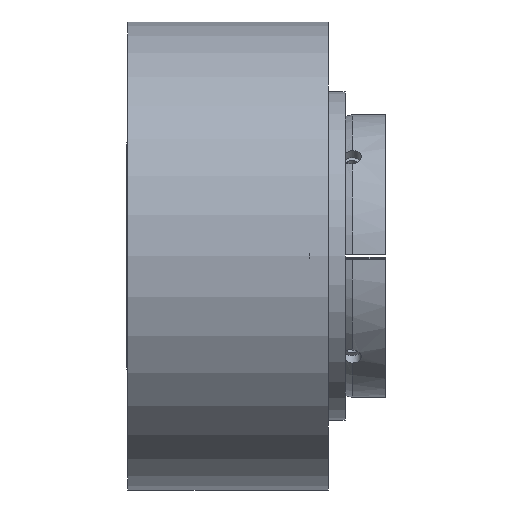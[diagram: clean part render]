
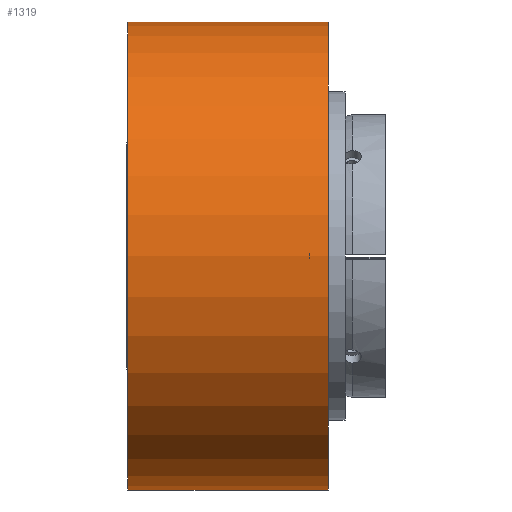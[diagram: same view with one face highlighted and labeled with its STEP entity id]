
A CAD part, front view. The second image highlights one B-rep face of the part: STEP entity #1319.
In plain terms, the highlighted cylindrical face has radius 139 mm (diameter 278 mm), a full revolution.
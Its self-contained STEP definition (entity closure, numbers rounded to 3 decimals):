
#682 = ORIENTED_EDGE ( 'NONE', *, *, #3850, .F. ) ;
#691 = CIRCLE ( 'NONE', #1308, 139. ) ;
#1302 = EDGE_LOOP ( 'NONE', ( #682 ) ) ;
#1308 = AXIS2_PLACEMENT_3D ( 'NONE', #4620, #3558, #1330 ) ;
#1319 = ADVANCED_FACE ( 'NONE', ( #4005, #3710 ), #2220, .T. ) ;
#1330 = DIRECTION ( 'NONE',  ( 0., 0., 1. ) ) ;
#1381 = CIRCLE ( 'NONE', #4288, 139. ) ;
#1455 = DIRECTION ( 'NONE',  ( -1., 0., 0. ) ) ;
#1501 = DIRECTION ( 'NONE',  ( 0., 0., 1. ) ) ;
#1866 = CARTESIAN_POINT ( 'NONE',  ( -184.45, 4.531, 139. ) ) ;
#1878 = AXIS2_PLACEMENT_3D ( 'NONE', #3667, #1455, #1501 ) ;
#1989 = CARTESIAN_POINT ( 'NONE',  ( -65.45, 4.531, 139. ) ) ;
#2009 = CARTESIAN_POINT ( 'NONE',  ( -184.45, 4.531, 0. ) ) ;
#2035 = DIRECTION ( 'NONE',  ( 0., 0., 1. ) ) ;
#2220 = CYLINDRICAL_SURFACE ( 'NONE', #1878, 139. ) ;
#3473 = DIRECTION ( 'NONE',  ( -1., 0., 0. ) ) ;
#3491 = ORIENTED_EDGE ( 'NONE', *, *, #4633, .T. ) ;
#3496 = VERTEX_POINT ( 'NONE', #1989 ) ;
#3558 = DIRECTION ( 'NONE',  ( -1., 0., 0. ) ) ;
#3667 = CARTESIAN_POINT ( 'NONE',  ( -184.45, 4.531, 0. ) ) ;
#3710 = FACE_OUTER_BOUND ( 'NONE', #1302, .T. ) ;
#3850 = EDGE_CURVE ( 'NONE', #4482, #4482, #1381, .T. ) ;
#4005 = FACE_OUTER_BOUND ( 'NONE', #4603, .T. ) ;
#4288 = AXIS2_PLACEMENT_3D ( 'NONE', #2009, #3473, #2035 ) ;
#4482 = VERTEX_POINT ( 'NONE', #1866 ) ;
#4603 = EDGE_LOOP ( 'NONE', ( #3491 ) ) ;
#4620 = CARTESIAN_POINT ( 'NONE',  ( -65.45, 4.531, 0. ) ) ;
#4633 = EDGE_CURVE ( 'NONE', #3496, #3496, #691, .T. ) ;
